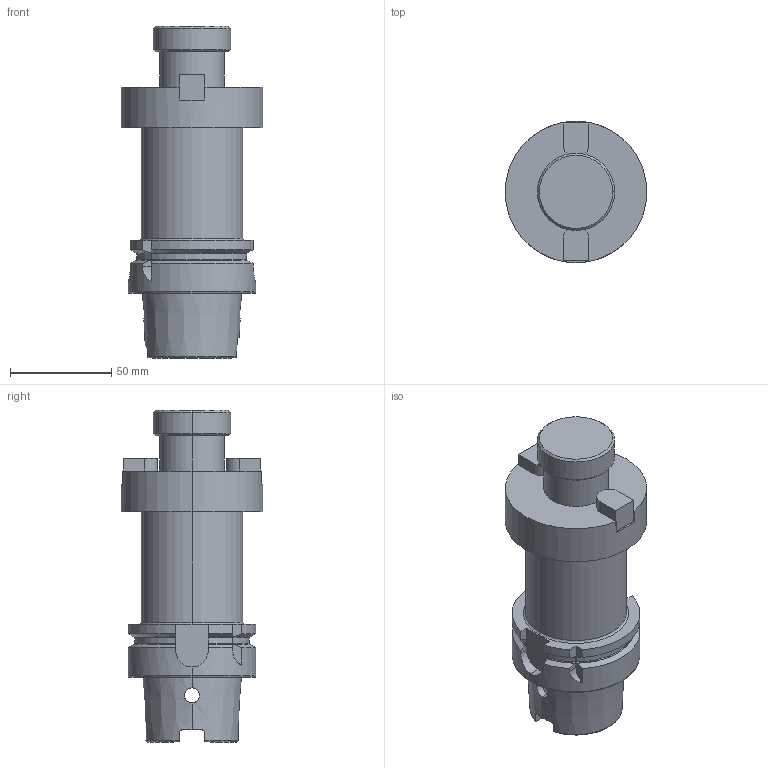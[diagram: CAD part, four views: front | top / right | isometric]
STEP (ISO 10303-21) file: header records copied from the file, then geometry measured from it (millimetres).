
FILE_DESCRIPTION (( 'STEP AP203' ), '1' );
FILE_NAME ('STP-SATE-93530.STEP', '2019-08-02T06:53:27', ( '' ), ( '' ), 'SwSTEP 2.0', 'SolidWorks 2017', '' );
FILE_SCHEMA (( 'CONFIG_CONTROL_DESIGN' ));
Length unit declared in the file: millimetre
Products named in the file (1): STP-SATE-93530
Bounding box: 69.85 x 69.85 x 163.75 mm (x, y, z)
Volume: 300187 mm3; surface area: 43914.9 mm2
Topology: 1 solids, 2 shells, 127 faces, 327 edges, 207 vertices
Faces by surface type: plane 47, cylinder 42, torus 22, cone 16
Entity records: 4468 total; most frequent: CARTESIAN_POINT 1315, ORIENTED_EDGE 654, DIRECTION 643, EDGE_CURVE 327, AXIS2_PLACEMENT_3D 253, VERTEX_POINT 207, LINE 137, VECTOR 137
